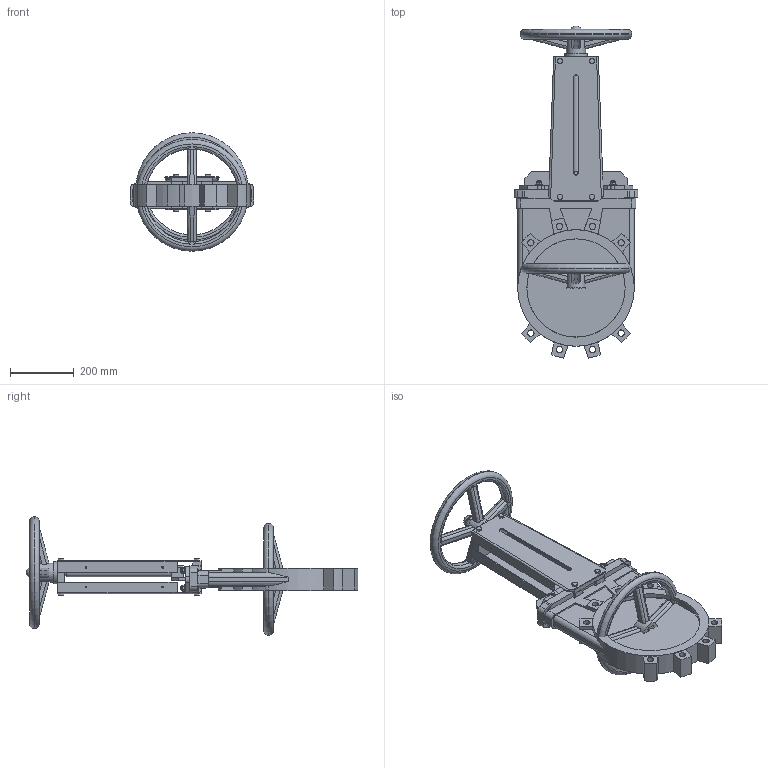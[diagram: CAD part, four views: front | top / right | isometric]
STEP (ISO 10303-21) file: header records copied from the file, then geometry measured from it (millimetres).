
FILE_DESCRIPTION( ( 'Unknown' ), '1' );
FILE_NAME( 'Stoffschieber_DN300.stp', 'Unknown', ( 'Unknown' ), ( 'Unknown' ), 'PSStep 13.0', 'Unknown', ' ' );
FILE_SCHEMA( ( 'AUTOMOTIVE_DESIGN { 1 0 10303 214 1 1 1 1 }' ) );
Length unit declared in the file: millimetre
Products named in the file (4): Assem1; Sechskant Hutmutter M24; Handrad DN250_300; DN300
Bounding box: 388 x 1039.73 x 371 mm (x, y, z)
Volume: 18845706.8 mm3; surface area: 2545087.3 mm2
Topology: 6 solids, 8 shells, 1428 faces, 3900 edges, 2564 vertices
Faces by surface type: plane 840, cylinder 290, cone 152, extrusion 76, bspline 36, torus 32, sphere 2
Full cylindrical faces by diameter (mm): 5 x16, 10 x16, 17 x8, 19.5 x2, 20 x24, 20.752 x4, 22 x10, 24 x2, 25 x2, 36 x2, 60 x2, 70 x2, 300 x4, 300.2 x2, 308 x2, 313.899 x2, 350 x2, 365 x2
Entity records: 34008 total; most frequent: CARTESIAN_POINT 10944, ORIENTED_EDGE 3700, DIRECTION 3292, EDGE_CURVE 1850, VERTEX_POINT 1252, AXIS2_PLACEMENT_3D 1098, VECTOR 1096, LINE 1058
